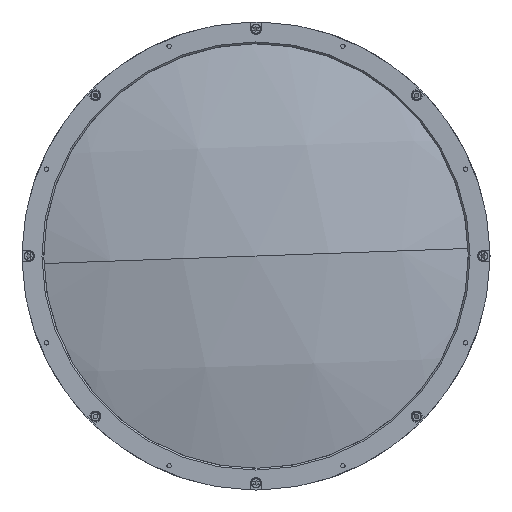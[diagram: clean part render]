
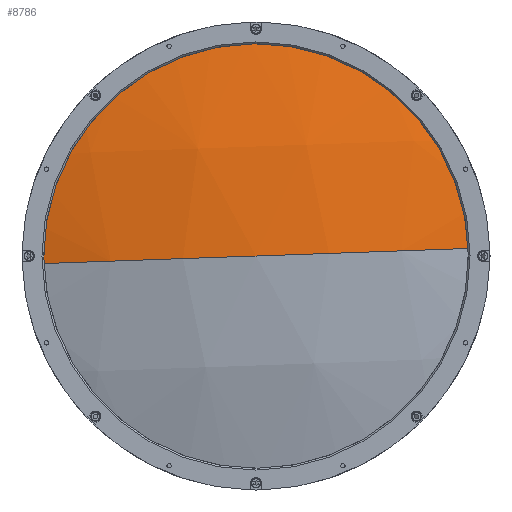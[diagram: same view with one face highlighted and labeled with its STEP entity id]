
A CAD part, left-side view. The second image highlights one B-rep face of the part: STEP entity #8786.
In plain terms, the highlighted spherical face has radius 448.8 mm.
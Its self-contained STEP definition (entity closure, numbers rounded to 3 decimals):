
#36 = ORIENTED_EDGE ( 'NONE', *, *, #7876, .T. ) ;
#2157 = DIRECTION ( 'NONE',  ( 0., -0.999, 0.035 ) ) ;
#2609 = ORIENTED_EDGE ( 'NONE', *, *, #19851, .F. ) ;
#2892 = DIRECTION ( 'NONE',  ( 0., 0.035, 0.999 ) ) ;
#3380 = AXIS2_PLACEMENT_3D ( 'NONE', #17852, #8499, #19447 ) ;
#5022 = EDGE_LOOP ( 'NONE', ( #36, #6114, #2609 ) ) ;
#5256 = VERTEX_POINT ( 'NONE', #5349 ) ;
#5349 = CARTESIAN_POINT ( 'NONE',  ( -3.039, 0., 0. ) ) ;
#5365 = SPHERICAL_SURFACE ( 'NONE', #11458, 448.8 ) ;
#5926 = VERTEX_POINT ( 'NONE', #17600 ) ;
#6114 = ORIENTED_EDGE ( 'NONE', *, *, #18718, .T. ) ;
#6807 = DIRECTION ( 'NONE',  ( 0., 0.035, 0.999 ) ) ;
#7876 = EDGE_CURVE ( 'NONE', #9045, #5926, #8785, .T. ) ;
#8156 = CARTESIAN_POINT ( 'NONE',  ( 445.761, 0., 0. ) ) ;
#8499 = DIRECTION ( 'NONE',  ( -1., 0., 0. ) ) ;
#8785 = CIRCLE ( 'NONE', #3380, 125. ) ;
#8786 = ADVANCED_FACE ( 'NONE', ( #9003 ), #5365, .T. ) ;
#9003 = FACE_OUTER_BOUND ( 'NONE', #5022, .T. ) ;
#9045 = VERTEX_POINT ( 'NONE', #10807 ) ;
#9722 = DIRECTION ( 'NONE',  ( 0., 0.999, -0.035 ) ) ;
#9851 = CIRCLE ( 'NONE', #13096, 448.8 ) ;
#9941 = CARTESIAN_POINT ( 'NONE',  ( 445.761, 0., 0. ) ) ;
#10807 = CARTESIAN_POINT ( 'NONE',  ( 14.72, -124.922, 4.429 ) ) ;
#11458 = AXIS2_PLACEMENT_3D ( 'NONE', #9941, #6807, #2157 ) ;
#12232 = CARTESIAN_POINT ( 'NONE',  ( 445.761, 0., 0. ) ) ;
#12919 = AXIS2_PLACEMENT_3D ( 'NONE', #12232, #2892, #13792 ) ;
#13096 = AXIS2_PLACEMENT_3D ( 'NONE', #8156, #19096, #9722 ) ;
#13792 = DIRECTION ( 'NONE',  ( 0., -0.999, 0.035 ) ) ;
#16419 = CIRCLE ( 'NONE', #12919, 448.8 ) ;
#17600 = CARTESIAN_POINT ( 'NONE',  ( 14.72, 124.922, -4.429 ) ) ;
#17852 = CARTESIAN_POINT ( 'NONE',  ( 14.72, 0., 0. ) ) ;
#18718 = EDGE_CURVE ( 'NONE', #5926, #5256, #16419, .T. ) ;
#19096 = DIRECTION ( 'NONE',  ( 0., -0.035, -0.999 ) ) ;
#19447 = DIRECTION ( 'NONE',  ( 0., 0.035, 0.999 ) ) ;
#19851 = EDGE_CURVE ( 'NONE', #9045, #5256, #9851, .T. ) ;
